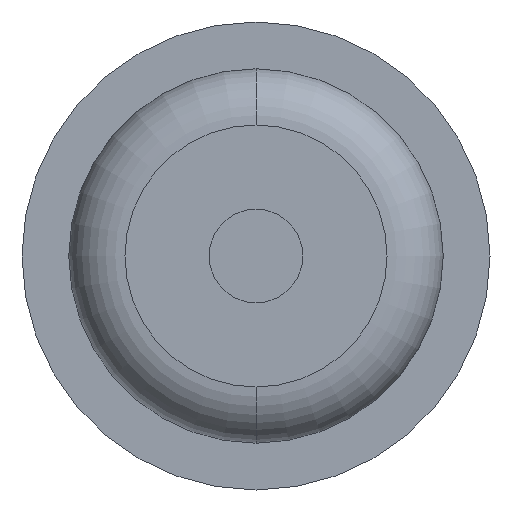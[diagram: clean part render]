
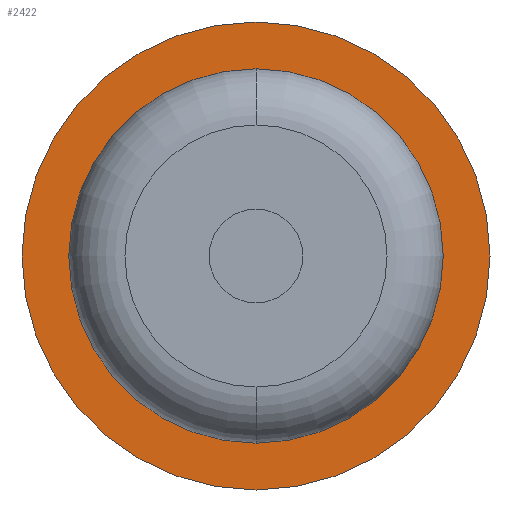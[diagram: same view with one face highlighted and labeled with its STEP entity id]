
A CAD part, front view. The second image highlights one B-rep face of the part: STEP entity #2422.
In plain terms, the highlighted planar face has unit normal (0, -1, 0).
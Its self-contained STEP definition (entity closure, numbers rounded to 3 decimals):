
#36 = DIRECTION ( 'NONE',  ( 0., -1., 0. ) ) ;
#144 = DIRECTION ( 'NONE',  ( 0., 0., -1. ) ) ;
#257 = FACE_OUTER_BOUND ( 'NONE', #1636, .T. ) ;
#308 = EDGE_LOOP ( 'NONE', ( #2087, #413 ) ) ;
#323 = DIRECTION ( 'NONE',  ( 0., -1., 0. ) ) ;
#413 = ORIENTED_EDGE ( 'NONE', *, *, #1693, .F. ) ;
#444 = VERTEX_POINT ( 'NONE', #2591 ) ;
#454 = VERTEX_POINT ( 'NONE', #538 ) ;
#533 = EDGE_CURVE ( 'Defeature ausgef�hrt1_8+Defeature ausgef�hrt1_9+Defeature ausgef�hrt1_9+Defeature ausgef�hrt1_9', #844, #444, #1386, .T. ) ;
#538 = CARTESIAN_POINT ( 'NONE',  ( 0., 2.5, 1. ) ) ;
#617 = EDGE_CURVE ( 'Defeature ausgef�hrt1_8+Defeature ausgef�hrt1_9+Defeature ausgef�hrt1_9+Defeature ausgef�hrt1_9', #444, #844, #1381, .T. ) ;
#747 = DIRECTION ( 'NONE',  ( 0., 0., -1. ) ) ;
#779 = PLANE ( 'NONE',  #828 ) ;
#808 = DIRECTION ( 'NONE',  ( 0., 0., -1. ) ) ;
#828 = AXIS2_PLACEMENT_3D ( 'NONE', #2687, #2693, #1502 ) ;
#841 = CARTESIAN_POINT ( 'NONE',  ( 0., 2.5, -1.25 ) ) ;
#844 = VERTEX_POINT ( 'NONE', #841 ) ;
#990 = ORIENTED_EDGE ( 'NONE', *, *, #617, .T. ) ;
#1018 = FACE_BOUND ( 'NONE', #308, .T. ) ;
#1090 = DIRECTION ( 'NONE',  ( 0., -1., 0. ) ) ;
#1159 = AXIS2_PLACEMENT_3D ( 'NONE', #1987, #323, #808 ) ;
#1221 = DIRECTION ( 'NONE',  ( 0., 0., -1. ) ) ;
#1381 = CIRCLE ( 'NONE', #1628, 1.25 ) ;
#1386 = CIRCLE ( 'NONE', #1159, 1.25 ) ;
#1428 = ORIENTED_EDGE ( 'NONE', *, *, #533, .T. ) ;
#1495 = CIRCLE ( 'NONE', #1956, 1. ) ;
#1502 = DIRECTION ( 'NONE',  ( 0., 0., -1. ) ) ;
#1628 = AXIS2_PLACEMENT_3D ( 'NONE', #2290, #1090, #144 ) ;
#1636 = EDGE_LOOP ( 'NONE', ( #1428, #990 ) ) ;
#1693 = EDGE_CURVE ( 'Defeature ausgef�hrt1_7+Defeature ausgef�hrt1_8+Defeature ausgef�hrt1_8+Defeature ausgef�hrt1_8', #454, #3049, #2606, .T. ) ;
#1955 = CARTESIAN_POINT ( 'NONE',  ( 0., 2.5, 0. ) ) ;
#1956 = AXIS2_PLACEMENT_3D ( 'NONE', #1955, #2438, #1221 ) ;
#1987 = CARTESIAN_POINT ( 'NONE',  ( 0., 2.5, 0. ) ) ;
#2087 = ORIENTED_EDGE ( 'NONE', *, *, #2662, .F. ) ;
#2290 = CARTESIAN_POINT ( 'NONE',  ( 0., 2.5, 0. ) ) ;
#2308 = AXIS2_PLACEMENT_3D ( 'NONE', #3124, #36, #747 ) ;
#2344 = CARTESIAN_POINT ( 'NONE',  ( 0., 2.5, -1. ) ) ;
#2422 = ADVANCED_FACE ( 'Defeature ausgef�hrt1_8', ( #257, #1018 ), #779, .T. ) ;
#2438 = DIRECTION ( 'NONE',  ( 0., -1., 0. ) ) ;
#2591 = CARTESIAN_POINT ( 'NONE',  ( 0., 2.5, 1.25 ) ) ;
#2606 = CIRCLE ( 'NONE', #2308, 1. ) ;
#2662 = EDGE_CURVE ( 'Defeature ausgef�hrt1_7+Defeature ausgef�hrt1_8+Defeature ausgef�hrt1_8+Defeature ausgef�hrt1_8', #3049, #454, #1495, .T. ) ;
#2687 = CARTESIAN_POINT ( 'NONE',  ( 1., 2.5, 0. ) ) ;
#2693 = DIRECTION ( 'NONE',  ( 0., -1., 0. ) ) ;
#3049 = VERTEX_POINT ( 'NONE', #2344 ) ;
#3124 = CARTESIAN_POINT ( 'NONE',  ( 0., 2.5, 0. ) ) ;
